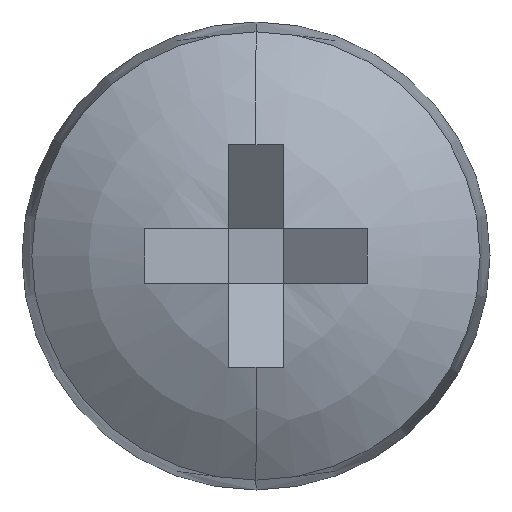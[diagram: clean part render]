
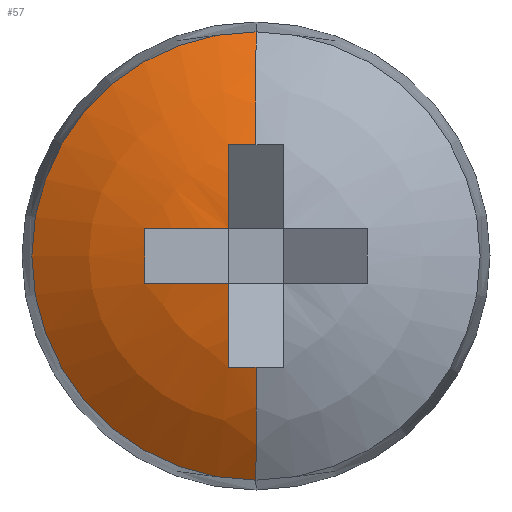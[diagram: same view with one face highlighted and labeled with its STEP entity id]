
A CAD part, left-side view. The second image highlights one B-rep face of the part: STEP entity #57.
In plain terms, the highlighted spherical face has radius 3.2 mm.
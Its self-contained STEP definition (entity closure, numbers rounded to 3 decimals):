
#57=ADVANCED_FACE('',(#140),#141,.T.);
#140=FACE_OUTER_BOUND('',#248,.T.);
#141=SPHERICAL_SURFACE('',#249,3.2);
#248=EDGE_LOOP('',(#350,#351,#352,#353,#354,#355,#356,#357,#358,#359));
#249=AXIS2_PLACEMENT_3D('',#360,#361,#362);
#350=ORIENTED_EDGE('',*,*,#634,.F.);
#351=ORIENTED_EDGE('',*,*,#635,.F.);
#352=ORIENTED_EDGE('',*,*,#636,.F.);
#353=ORIENTED_EDGE('',*,*,#637,.T.);
#354=ORIENTED_EDGE('',*,*,#638,.F.);
#355=ORIENTED_EDGE('',*,*,#639,.T.);
#356=ORIENTED_EDGE('',*,*,#640,.T.);
#357=ORIENTED_EDGE('',*,*,#641,.F.);
#358=ORIENTED_EDGE('',*,*,#642,.F.);
#359=ORIENTED_EDGE('',*,*,#643,.T.);
#360=CARTESIAN_POINT('',(1.6,0.0,0.));
#361=DIRECTION('',(1.0,-0.0,0.));
#362=DIRECTION('',(0.,0.0,-1.0));
#634=EDGE_CURVE('',#743,#744,#745,.T.);
#635=EDGE_CURVE('',#746,#743,#747,.T.);
#636=EDGE_CURVE('',#748,#746,#749,.T.);
#637=EDGE_CURVE('',#748,#750,#751,.F.);
#638=EDGE_CURVE('',#752,#750,#753,.F.);
#639=EDGE_CURVE('',#752,#754,#755,.F.);
#640=EDGE_CURVE('',#754,#756,#757,.F.);
#641=EDGE_CURVE('',#758,#756,#759,.F.);
#642=EDGE_CURVE('',#760,#758,#761,.F.);
#643=EDGE_CURVE('',#760,#744,#762,.F.);
#743=VERTEX_POINT('',#900);
#744=VERTEX_POINT('',#901);
#745=CIRCLE('',#902,3.2);
#746=VERTEX_POINT('',#903);
#747=CIRCLE('',#904,1.916);
#748=VERTEX_POINT('',#905);
#749=CIRCLE('',#906,3.2);
#750=VERTEX_POINT('',#907);
#751=CIRCLE('',#908,3.056);
#752=VERTEX_POINT('',#909);
#753=CIRCLE('',#910,3.191);
#754=VERTEX_POINT('',#911);
#755=CIRCLE('',#912,3.191);
#756=VERTEX_POINT('',#913);
#757=CIRCLE('',#914,3.056);
#758=VERTEX_POINT('',#915);
#759=CIRCLE('',#916,3.191);
#760=VERTEX_POINT('',#917);
#761=CIRCLE('',#918,3.191);
#762=CIRCLE('',#919,3.056);
#900=CARTESIAN_POINT('',(-0.963,0.,1.916));
#901=CARTESIAN_POINT('',(-1.456,0.,0.95));
#902=AXIS2_PLACEMENT_3D('',#1096,#1097,#1098);
#903=CARTESIAN_POINT('',(-0.963,0.0,-1.916));
#904=AXIS2_PLACEMENT_3D('',#1099,#1100,#1101);
#905=CARTESIAN_POINT('',(-1.456,0.,-0.95));
#906=AXIS2_PLACEMENT_3D('',#1102,#1103,#1104);
#907=CARTESIAN_POINT('',(-1.446,0.238,-0.95));
#908=AXIS2_PLACEMENT_3D('',#1105,#1106,#1107);
#909=CARTESIAN_POINT('',(-1.582,0.238,-0.238));
#910=AXIS2_PLACEMENT_3D('',#1108,#1109,#1110);
#911=CARTESIAN_POINT('',(-1.446,0.95,-0.238));
#912=AXIS2_PLACEMENT_3D('',#1111,#1112,#1113);
#913=CARTESIAN_POINT('',(-1.446,0.95,0.238));
#914=AXIS2_PLACEMENT_3D('',#1114,#1115,#1116);
#915=CARTESIAN_POINT('',(-1.582,0.238,0.238));
#916=AXIS2_PLACEMENT_3D('',#1117,#1118,#1119);
#917=CARTESIAN_POINT('',(-1.446,0.238,0.95));
#918=AXIS2_PLACEMENT_3D('',#1120,#1121,#1122);
#919=AXIS2_PLACEMENT_3D('',#1123,#1124,#1125);
#1096=CARTESIAN_POINT('',(1.6,0.0,0.));
#1097=DIRECTION('',(0.,-1.0,0.));
#1098=DIRECTION('',(0.0,0.,1.0));
#1099=CARTESIAN_POINT('',(-0.963,0.0,0.));
#1100=DIRECTION('',(1.0,-0.0,0.));
#1101=DIRECTION('',(0.,0.0,-1.0));
#1102=CARTESIAN_POINT('',(1.6,0.0,0.));
#1103=DIRECTION('',(0.,-1.0,0.));
#1104=DIRECTION('',(0.0,0.,1.0));
#1105=CARTESIAN_POINT('',(1.6,0.0,-0.95));
#1106=DIRECTION('',(0.,0.0,1.0));
#1107=DIRECTION('',(1.0,0.0,0.));
#1108=CARTESIAN_POINT('',(1.6,0.238,0.));
#1109=DIRECTION('',(0.0,1.0,-0.0));
#1110=DIRECTION('',(0.0,0.0,1.0));
#1111=CARTESIAN_POINT('',(1.6,0.0,-0.238));
#1112=DIRECTION('',(0.0,0.0,1.0));
#1113=DIRECTION('',(1.0,0.0,-0.0));
#1114=CARTESIAN_POINT('',(1.6,0.95,0.));
#1115=DIRECTION('',(0.0,-1.0,0.0));
#1116=DIRECTION('',(0.0,0.0,-1.0));
#1117=CARTESIAN_POINT('',(1.6,0.0,0.238));
#1118=DIRECTION('',(0.0,0.0,1.0));
#1119=DIRECTION('',(1.0,0.0,-0.0));
#1120=CARTESIAN_POINT('',(1.6,0.238,0.));
#1121=DIRECTION('',(0.0,1.0,-0.0));
#1122=DIRECTION('',(0.0,0.0,1.0));
#1123=CARTESIAN_POINT('',(1.6,0.0,0.95));
#1124=DIRECTION('',(0.,0.0,-1.0));
#1125=DIRECTION('',(-1.0,0.0,0.));
